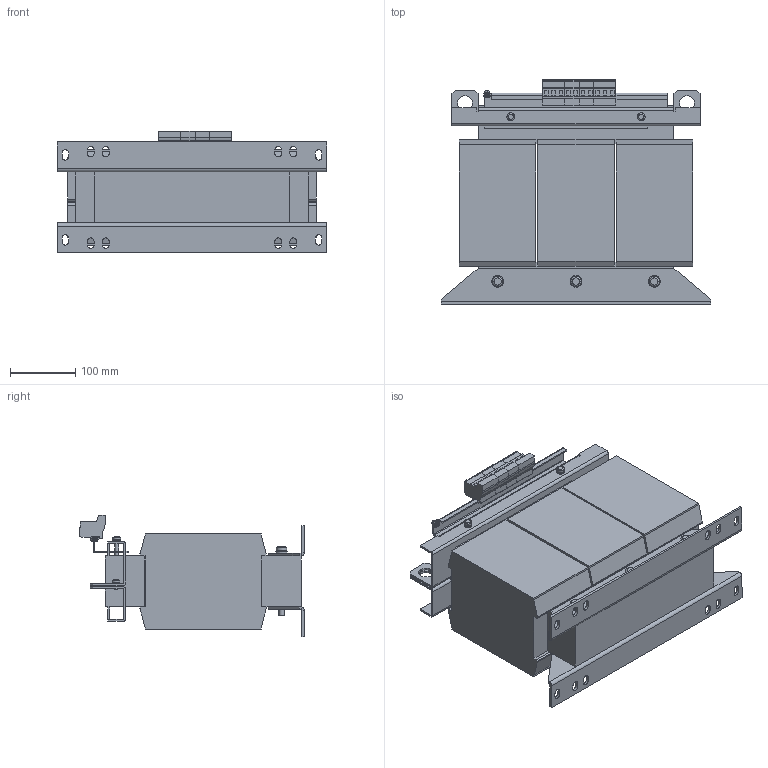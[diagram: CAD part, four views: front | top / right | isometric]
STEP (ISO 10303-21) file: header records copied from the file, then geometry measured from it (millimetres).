
FILE_DESCRIPTION (( 'STEP AP214' ), '1' );
FILE_NAME ('202581.STEP', '2020-05-28T17:20:17', ( '' ), ( '' ), 'SwSTEP 2.0', 'SolidWorks 2018', '' );
FILE_SCHEMA (( 'AUTOMOTIVE_DESIGN' ));
Length unit declared in the file: millimetre
Products named in the file (1): 202581
Bounding box: 412 x 344.15 x 186.55 mm (x, y, z)
Volume: 12831603.6 mm3; surface area: 804582 mm2
Topology: 1 solids, 1 shells, 735 faces, 1862 edges, 1162 vertices
Faces by surface type: plane 515, cylinder 170, torus 26, sphere 14, cone 10
Entity records: 22011 total; most frequent: CARTESIAN_POINT 3924, DIRECTION 3745, ORIENTED_EDGE 3720, EDGE_CURVE 1860, LINE 1375, VECTOR 1375, AXIS2_PLACEMENT_3D 1185, VERTEX_POINT 1162
